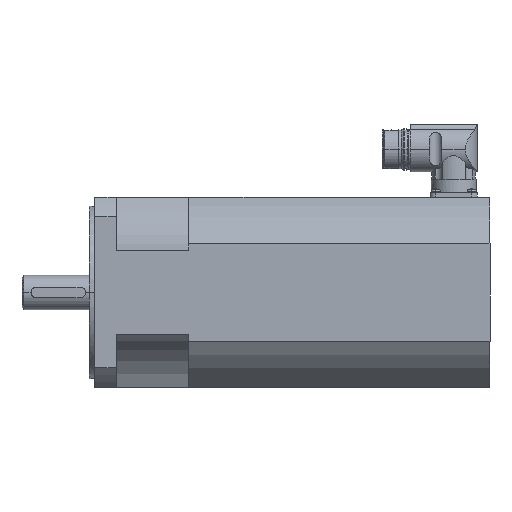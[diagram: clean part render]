
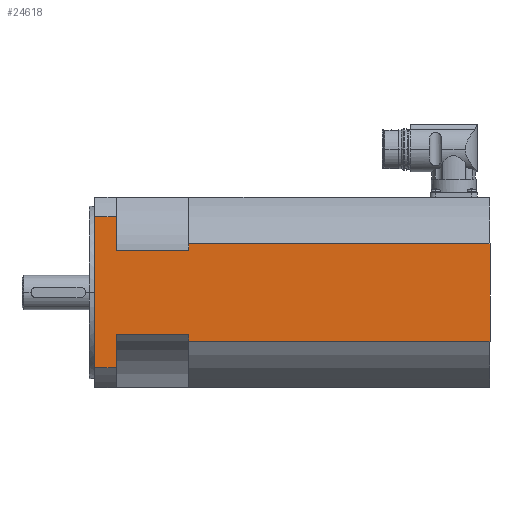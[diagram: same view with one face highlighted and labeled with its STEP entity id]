
A CAD part, front view. The second image highlights one B-rep face of the part: STEP entity #24618.
In plain terms, the highlighted planar face has unit normal (0, -1, 0).
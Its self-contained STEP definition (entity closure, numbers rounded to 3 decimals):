
#23701=CARTESIAN_POINT('',(740.264,459.604,41.626));
#23702=VERTEX_POINT('',#23701);
#23752=CARTESIAN_POINT('',(740.264,459.604,-41.626));
#23753=VERTEX_POINT('',#23752);
#23761=CARTESIAN_POINT('',(740.264,459.604,41.626));
#23762=DIRECTION('',(0.0,0.0,-1.0));
#23763=VECTOR('',#23762,83.253);
#23764=LINE('',#23761,#23763);
#23765=EDGE_CURVE('',#23702,#23753,#23764,.T.);
#23929=CARTESIAN_POINT('',(752.264,459.604,-41.626));
#23930=VERTEX_POINT('',#23929);
#23946=CARTESIAN_POINT('',(752.264,459.604,-23.167));
#23947=VERTEX_POINT('',#23946);
#23955=CARTESIAN_POINT('',(752.264,459.604,-41.626));
#23956=DIRECTION('',(0.0,0.0,1.0));
#23957=VECTOR('',#23956,18.459);
#23958=LINE('',#23955,#23957);
#23959=EDGE_CURVE('',#23930,#23947,#23958,.T.);
#24021=CARTESIAN_POINT('',(752.264,459.604,41.626));
#24022=VERTEX_POINT('',#24021);
#24032=CARTESIAN_POINT('',(752.264,459.604,23.167));
#24033=VERTEX_POINT('',#24032);
#24034=CARTESIAN_POINT('',(752.264,459.604,23.167));
#24035=DIRECTION('',(0.0,0.0,1.0));
#24036=VECTOR('',#24035,18.459);
#24037=LINE('',#24034,#24036);
#24038=EDGE_CURVE('',#24033,#24022,#24037,.T.);
#24513=CARTESIAN_POINT('',(752.264,459.604,-41.626));
#24514=DIRECTION('',(-1.0,0.,0.0));
#24515=VECTOR('',#24514,12.);
#24516=LINE('',#24513,#24515);
#24517=EDGE_CURVE('',#23930,#23753,#24516,.T.);
#24535=CARTESIAN_POINT('',(740.264,459.604,41.626));
#24536=DIRECTION('',(1.0,0.,0.0));
#24537=VECTOR('',#24536,12.);
#24538=LINE('',#24535,#24537);
#24539=EDGE_CURVE('',#23702,#24022,#24538,.T.);
#24552=CARTESIAN_POINT('',(740.264,459.604,-52.5));
#24553=DIRECTION('',(0.,-1.0,0.));
#24554=DIRECTION('',(0.0,0.0,-1.0));
#24555=AXIS2_PLACEMENT_3D('',#24552,#24553,#24554);
#24556=PLANE('',#24555);
#24557=ORIENTED_EDGE('',*,*,#24539,.F.);
#24558=ORIENTED_EDGE('',*,*,#23765,.T.);
#24559=ORIENTED_EDGE('',*,*,#24517,.F.);
#24560=ORIENTED_EDGE('',*,*,#23959,.T.);
#24561=CARTESIAN_POINT('',(792.264,459.604,-23.167));
#24562=VERTEX_POINT('',#24561);
#24563=CARTESIAN_POINT('',(752.264,459.604,-23.167));
#24564=DIRECTION('',(1.0,0.,0.));
#24565=VECTOR('',#24564,40.);
#24566=LINE('',#24563,#24565);
#24567=EDGE_CURVE('',#23947,#24562,#24566,.T.);
#24568=ORIENTED_EDGE('',*,*,#24567,.T.);
#24569=CARTESIAN_POINT('',(792.264,459.604,-26.921));
#24570=VERTEX_POINT('',#24569);
#24571=CARTESIAN_POINT('',(792.264,459.604,-23.167));
#24572=DIRECTION('',(0.,0.,-1.0));
#24573=VECTOR('',#24572,3.754);
#24574=LINE('',#24571,#24573);
#24575=EDGE_CURVE('',#24562,#24570,#24574,.T.);
#24576=ORIENTED_EDGE('',*,*,#24575,.T.);
#24577=CARTESIAN_POINT('',(958.264,459.604,-26.921));
#24578=VERTEX_POINT('',#24577);
#24579=CARTESIAN_POINT('',(792.264,459.604,-26.921));
#24580=DIRECTION('',(1.0,0.,0.));
#24581=VECTOR('',#24580,166.);
#24582=LINE('',#24579,#24581);
#24583=EDGE_CURVE('',#24570,#24578,#24582,.T.);
#24584=ORIENTED_EDGE('',*,*,#24583,.T.);
#24585=CARTESIAN_POINT('',(958.264,459.604,26.921));
#24586=VERTEX_POINT('',#24585);
#24587=CARTESIAN_POINT('',(958.264,459.604,-26.921));
#24588=DIRECTION('',(0.0,0.0,1.0));
#24589=VECTOR('',#24588,53.842);
#24590=LINE('',#24587,#24589);
#24591=EDGE_CURVE('',#24578,#24586,#24590,.T.);
#24592=ORIENTED_EDGE('',*,*,#24591,.T.);
#24593=CARTESIAN_POINT('',(792.264,459.604,26.921));
#24594=VERTEX_POINT('',#24593);
#24595=CARTESIAN_POINT('',(958.264,459.604,26.921));
#24596=DIRECTION('',(-1.0,0.,0.));
#24597=VECTOR('',#24596,166.);
#24598=LINE('',#24595,#24597);
#24599=EDGE_CURVE('',#24586,#24594,#24598,.T.);
#24600=ORIENTED_EDGE('',*,*,#24599,.T.);
#24601=CARTESIAN_POINT('',(792.264,459.604,23.167));
#24602=VERTEX_POINT('',#24601);
#24603=CARTESIAN_POINT('',(792.264,459.604,26.921));
#24604=DIRECTION('',(0.0,0.,-1.0));
#24605=VECTOR('',#24604,3.754);
#24606=LINE('',#24603,#24605);
#24607=EDGE_CURVE('',#24594,#24602,#24606,.T.);
#24608=ORIENTED_EDGE('',*,*,#24607,.T.);
#24609=CARTESIAN_POINT('',(792.264,459.604,23.167));
#24610=DIRECTION('',(-1.0,0.,0.));
#24611=VECTOR('',#24610,40.);
#24612=LINE('',#24609,#24611);
#24613=EDGE_CURVE('',#24602,#24033,#24612,.T.);
#24614=ORIENTED_EDGE('',*,*,#24613,.T.);
#24615=ORIENTED_EDGE('',*,*,#24038,.T.);
#24616=EDGE_LOOP('',(#24557,#24558,#24559,#24560,#24568,#24576,#24584,#24592,#24600,#24608,#24614,#24615));
#24617=FACE_OUTER_BOUND('',#24616,.T.);
#24618=ADVANCED_FACE('',(#24617),#24556,.T.);
